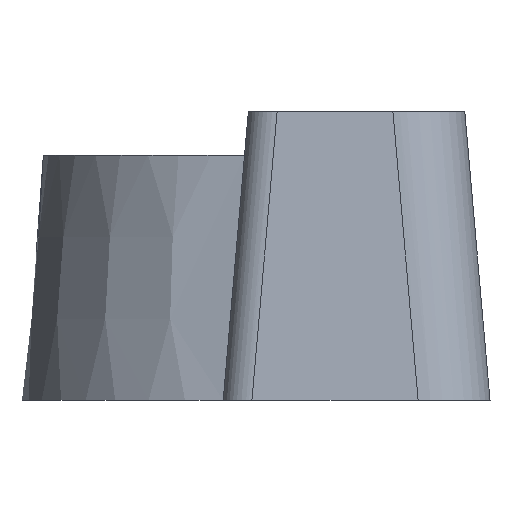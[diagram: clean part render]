
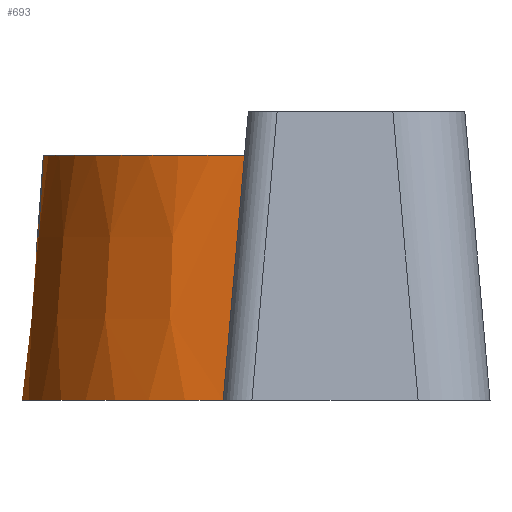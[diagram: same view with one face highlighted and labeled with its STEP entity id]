
A CAD part, front view. The second image highlights one B-rep face of the part: STEP entity #693.
In plain terms, the highlighted conical face has half-angle 5 degrees and reference radius 14 mm.
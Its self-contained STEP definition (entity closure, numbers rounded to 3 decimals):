
#24=CONICAL_SURFACE('',#804,14.,0.087);
#31=(
BOUNDED_CURVE()
B_SPLINE_CURVE(2,(#1204,#1205,#1206),.UNSPECIFIED.,.F.,.F.)
B_SPLINE_CURVE_WITH_KNOTS((3,3),(0.,0.698),.UNSPECIFIED.)
CURVE()
GEOMETRIC_REPRESENTATION_ITEM()
RATIONAL_B_SPLINE_CURVE((1.,1.,1.))
REPRESENTATION_ITEM('')
);
#34=(
BOUNDED_CURVE()
B_SPLINE_CURVE(2,(#1219,#1220,#1221),.UNSPECIFIED.,.F.,.F.)
B_SPLINE_CURVE_WITH_KNOTS((3,3),(0.313,1.011),
 .UNSPECIFIED.)
CURVE()
GEOMETRIC_REPRESENTATION_ITEM()
RATIONAL_B_SPLINE_CURVE((1.,1.,1.))
REPRESENTATION_ITEM('')
);
#35=(
BOUNDED_CURVE()
B_SPLINE_CURVE(2,(#1243,#1244,#1245),.UNSPECIFIED.,.F.,.F.)
B_SPLINE_CURVE_WITH_KNOTS((3,3),(-1.886,-0.19),
 .UNSPECIFIED.)
CURVE()
GEOMETRIC_REPRESENTATION_ITEM()
RATIONAL_B_SPLINE_CURVE((1.,1.,1.))
REPRESENTATION_ITEM('')
);
#36=(
BOUNDED_CURVE()
B_SPLINE_CURVE(2,(#1262,#1263,#1264),.UNSPECIFIED.,.F.,.F.)
B_SPLINE_CURVE_WITH_KNOTS((3,3),(-1.886,-0.19),
 .UNSPECIFIED.)
CURVE()
GEOMETRIC_REPRESENTATION_ITEM()
RATIONAL_B_SPLINE_CURVE((1.,1.,1.))
REPRESENTATION_ITEM('')
);
#216=FACE_OUTER_BOUND('',#257,.T.);
#257=EDGE_LOOP('',(#631,#632,#633,#634,#635,#636,#637,#638));
#269=CIRCLE('',#755,14.262);
#271=CIRCLE('',#757,14.262);
#284=CIRCLE('',#790,14.875);
#285=CIRCLE('',#805,15.75);
#308=VERTEX_POINT('',#1104);
#309=VERTEX_POINT('',#1106);
#312=VERTEX_POINT('',#1112);
#313=VERTEX_POINT('',#1114);
#339=VERTEX_POINT('',#1203);
#342=VERTEX_POINT('',#1217);
#347=VERTEX_POINT('',#1242);
#351=VERTEX_POINT('',#1260);
#384=EDGE_CURVE('',#309,#308,#269,.T.);
#388=EDGE_CURVE('',#313,#312,#271,.T.);
#426=EDGE_CURVE('',#339,#309,#31,.T.);
#431=EDGE_CURVE('',#312,#342,#34,.T.);
#433=EDGE_CURVE('',#342,#339,#284,.T.);
#441=EDGE_CURVE('',#313,#347,#35,.T.);
#450=EDGE_CURVE('',#308,#351,#36,.T.);
#451=EDGE_CURVE('',#351,#347,#285,.T.);
#631=ORIENTED_EDGE('',*,*,#384,.T.);
#632=ORIENTED_EDGE('',*,*,#450,.T.);
#633=ORIENTED_EDGE('',*,*,#451,.T.);
#634=ORIENTED_EDGE('',*,*,#441,.F.);
#635=ORIENTED_EDGE('',*,*,#388,.T.);
#636=ORIENTED_EDGE('',*,*,#431,.T.);
#637=ORIENTED_EDGE('',*,*,#433,.T.);
#638=ORIENTED_EDGE('',*,*,#426,.T.);
#693=ADVANCED_FACE('',(#216),#24,.T.);
#755=AXIS2_PLACEMENT_3D('',#1107,#890,#891);
#757=AXIS2_PLACEMENT_3D('',#1115,#896,#897);
#790=AXIS2_PLACEMENT_3D('',#1225,#980,#981);
#804=AXIS2_PLACEMENT_3D('',#1265,#1019,#1020);
#805=AXIS2_PLACEMENT_3D('',#1266,#1021,#1022);
#890=DIRECTION('center_axis',(0.,0.,-1.));
#891=DIRECTION('ref_axis',(1.,0.,0.));
#896=DIRECTION('center_axis',(0.,0.,-1.));
#897=DIRECTION('ref_axis',(1.,0.,0.));
#980=DIRECTION('center_axis',(0.,0.,-1.));
#981=DIRECTION('ref_axis',(1.,0.,0.));
#1019=DIRECTION('center_axis',(0.,0.,-1.));
#1020=DIRECTION('ref_axis',(-1.,0.,0.));
#1021=DIRECTION('center_axis',(0.,0.,1.));
#1022=DIRECTION('ref_axis',(1.,0.,0.));
#1104=CARTESIAN_POINT('',(294.795,49.078,-3.));
#1106=CARTESIAN_POINT('',(285.06,44.99,-3.));
#1107=CARTESIAN_POINT('Origin',(295.057,34.818,-3.));
#1112=CARTESIAN_POINT('',(280.849,36.055,-3.));
#1114=CARTESIAN_POINT('',(294.795,20.558,-3.));
#1115=CARTESIAN_POINT('Origin',(295.057,34.818,-3.));
#1203=CARTESIAN_POINT('',(284.028,44.799,-10.));
#1204=CARTESIAN_POINT('Ctrl Pts',(284.028,44.799,-10.));
#1205=CARTESIAN_POINT('Ctrl Pts',(284.548,44.903,-6.392));
#1206=CARTESIAN_POINT('Ctrl Pts',(285.06,44.99,-3.));
#1217=CARTESIAN_POINT('',(280.339,36.972,-10.));
#1219=CARTESIAN_POINT('Ctrl Pts',(280.849,36.055,-3.));
#1220=CARTESIAN_POINT('Ctrl Pts',(280.59,36.505,-6.392));
#1221=CARTESIAN_POINT('Ctrl Pts',(280.339,36.972,-10.));
#1225=CARTESIAN_POINT('Origin',(295.057,34.818,-10.));
#1242=CARTESIAN_POINT('',(293.308,19.165,-20.));
#1243=CARTESIAN_POINT('Ctrl Pts',(294.795,20.558,-3.));
#1244=CARTESIAN_POINT('Ctrl Pts',(294.086,19.862,-11.104));
#1245=CARTESIAN_POINT('Ctrl Pts',(293.308,19.165,-20.));
#1260=CARTESIAN_POINT('',(293.308,50.47,-20.));
#1262=CARTESIAN_POINT('Ctrl Pts',(294.795,49.078,-3.));
#1263=CARTESIAN_POINT('Ctrl Pts',(294.086,49.774,-11.104));
#1264=CARTESIAN_POINT('Ctrl Pts',(293.308,50.47,-20.));
#1265=CARTESIAN_POINT('Origin',(295.057,34.818,0.));
#1266=CARTESIAN_POINT('Origin',(295.057,34.818,-20.));
